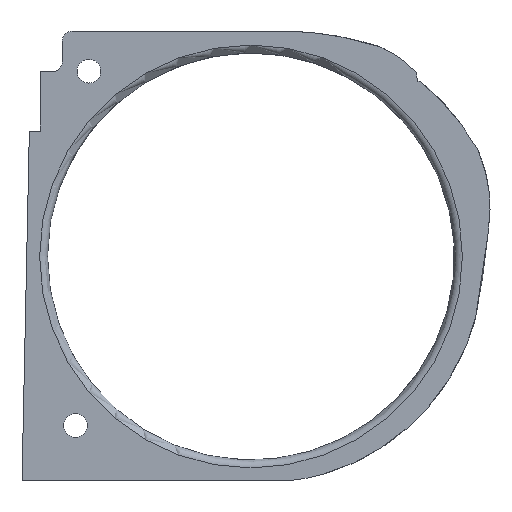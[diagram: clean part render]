
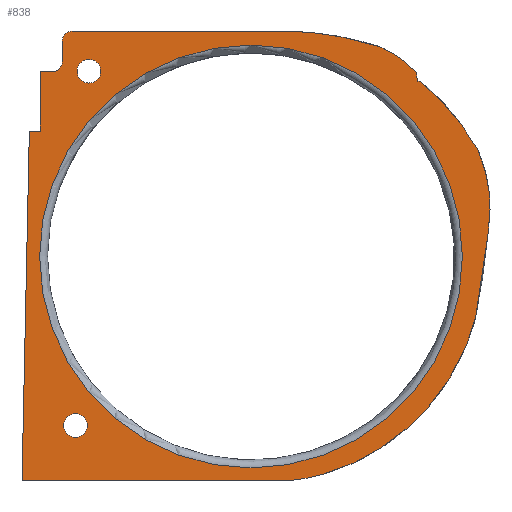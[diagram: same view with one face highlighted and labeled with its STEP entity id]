
A CAD part, front view. The second image highlights one B-rep face of the part: STEP entity #838.
In plain terms, the highlighted planar face has unit normal (0, -1, 0).
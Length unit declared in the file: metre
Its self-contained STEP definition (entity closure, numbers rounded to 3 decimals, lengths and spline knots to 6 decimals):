
#43=CIRCLE('',#913,0.00127);
#44=CIRCLE('',#916,0.00127);
#45=CIRCLE('',#920,0.027178);
#46=CIRCLE('',#921,0.001524);
#47=CIRCLE('',#922,0.001524);
#85=LINE('',#1336,#153);
#87=LINE('',#1346,#155);
#91=LINE('',#1361,#159);
#95=LINE('',#1397,#163);
#99=LINE('',#1410,#167);
#100=LINE('',#1412,#168);
#101=LINE('',#1414,#169);
#102=LINE('',#1428,#170);
#103=LINE('',#1430,#171);
#153=VECTOR('',#1053,1.);
#155=VECTOR('',#1061,1.);
#159=VECTOR('',#1071,1.);
#163=VECTOR('',#1077,1.);
#167=VECTOR('',#1089,1.);
#168=VECTOR('',#1090,1.);
#169=VECTOR('',#1091,1.);
#170=VECTOR('',#1092,1.);
#171=VECTOR('',#1093,1.);
#198=B_SPLINE_CURVE_WITH_KNOTS('',2,(#1388,#1389,#1390),.UNSPECIFIED.,.F.,
 .F.,(3,3),(0.,1.),.PIECEWISE_BEZIER_KNOTS.);
#199=B_SPLINE_CURVE_WITH_KNOTS('',3,(#1415,#1416,#1417,#1418,#1419,#1420,
#1421,#1422),.UNSPECIFIED.,.F.,.F.,(4,1,1,1,1,4),(0.,0.099024,
0.231725,0.345363,0.578005,1.),.UNSPECIFIED.);
#200=B_SPLINE_CURVE_WITH_KNOTS('',2,(#1424,#1425,#1426),.UNSPECIFIED.,.F.,
 .F.,(3,3),(0.,1.),.PIECEWISE_BEZIER_KNOTS.);
#201=B_SPLINE_CURVE_WITH_KNOTS('',2,(#1432,#1433,#1434),.UNSPECIFIED.,.F.,
 .F.,(3,3),(0.,1.),.PIECEWISE_BEZIER_KNOTS.);
#323=ORIENTED_EDGE('',*,*,#541,.T.);
#324=ORIENTED_EDGE('',*,*,#542,.F.);
#325=ORIENTED_EDGE('',*,*,#543,.T.);
#326=ORIENTED_EDGE('',*,*,#521,.T.);
#327=ORIENTED_EDGE('',*,*,#544,.F.);
#328=ORIENTED_EDGE('',*,*,#545,.T.);
#329=ORIENTED_EDGE('',*,*,#546,.T.);
#330=ORIENTED_EDGE('',*,*,#537,.T.);
#331=ORIENTED_EDGE('',*,*,#547,.F.);
#332=ORIENTED_EDGE('',*,*,#548,.F.);
#333=ORIENTED_EDGE('',*,*,#549,.F.);
#334=ORIENTED_EDGE('',*,*,#550,.F.);
#335=ORIENTED_EDGE('',*,*,#551,.F.);
#336=ORIENTED_EDGE('',*,*,#534,.T.);
#337=ORIENTED_EDGE('',*,*,#531,.T.);
#338=ORIENTED_EDGE('',*,*,#527,.T.);
#339=ORIENTED_EDGE('',*,*,#525,.T.);
#340=ORIENTED_EDGE('',*,*,#523,.T.);
#521=EDGE_CURVE('',#630,#632,#85,.T.);
#523=EDGE_CURVE('',#633,#630,#43,.T.);
#525=EDGE_CURVE('',#634,#633,#87,.T.);
#527=EDGE_CURVE('',#635,#634,#44,.T.);
#531=EDGE_CURVE('',#637,#635,#91,.T.);
#534=EDGE_CURVE('',#639,#637,#198,.T.);
#537=EDGE_CURVE('',#643,#642,#95,.T.);
#541=EDGE_CURVE('',#645,#645,#45,.T.);
#542=EDGE_CURVE('',#646,#646,#46,.F.);
#543=EDGE_CURVE('',#647,#647,#47,.T.);
#544=EDGE_CURVE('',#648,#632,#99,.T.);
#545=EDGE_CURVE('',#648,#649,#100,.T.);
#546=EDGE_CURVE('',#649,#643,#101,.T.);
#547=EDGE_CURVE('',#650,#642,#199,.T.);
#548=EDGE_CURVE('',#651,#650,#200,.T.);
#549=EDGE_CURVE('',#652,#651,#102,.T.);
#550=EDGE_CURVE('',#653,#652,#103,.T.);
#551=EDGE_CURVE('',#639,#653,#201,.T.);
#630=VERTEX_POINT('',#1331);
#632=VERTEX_POINT('',#1335);
#633=VERTEX_POINT('',#1343);
#634=VERTEX_POINT('',#1347);
#635=VERTEX_POINT('',#1351);
#637=VERTEX_POINT('',#1356);
#639=VERTEX_POINT('',#1372);
#642=VERTEX_POINT('',#1396);
#643=VERTEX_POINT('',#1398);
#645=VERTEX_POINT('',#1405);
#646=VERTEX_POINT('',#1407);
#647=VERTEX_POINT('',#1409);
#648=VERTEX_POINT('',#1411);
#649=VERTEX_POINT('',#1413);
#650=VERTEX_POINT('',#1423);
#651=VERTEX_POINT('',#1427);
#652=VERTEX_POINT('',#1429);
#653=VERTEX_POINT('',#1431);
#699=EDGE_LOOP('',(#323));
#700=EDGE_LOOP('',(#324));
#701=EDGE_LOOP('',(#325));
#702=EDGE_LOOP('',(#326,#327,#328,#329,#330,#331,#332,#333,#334,#335,#336,
#337,#338,#339,#340));
#757=FACE_BOUND('',#699,.T.);
#758=FACE_BOUND('',#700,.T.);
#759=FACE_BOUND('',#701,.T.);
#760=FACE_BOUND('',#702,.T.);
#807=PLANE('',#919);
#838=ADVANCED_FACE('',(#757,#758,#759,#760),#807,.F.);
#913=AXIS2_PLACEMENT_3D('',#1342,#1056,#1057);
#916=AXIS2_PLACEMENT_3D('',#1350,#1065,#1066);
#919=AXIS2_PLACEMENT_3D('',#1403,#1081,#1082);
#920=AXIS2_PLACEMENT_3D('',#1404,#1083,#1084);
#921=AXIS2_PLACEMENT_3D('',#1406,#1085,#1086);
#922=AXIS2_PLACEMENT_3D('',#1408,#1087,#1088);
#1053=DIRECTION('',(-1.,0.,0.));
#1056=DIRECTION('',(0.,1.,0.));
#1057=DIRECTION('',(-1.,0.,0.));
#1061=DIRECTION('',(0.,0.,-1.));
#1065=DIRECTION('',(0.,-1.,0.));
#1066=DIRECTION('',(1.,0.,0.));
#1071=DIRECTION('',(-1.,0.,0.));
#1077=DIRECTION('',(1.,0.,0.));
#1081=DIRECTION('',(0.,1.,0.));
#1082=DIRECTION('',(-1.,0.,0.));
#1083=DIRECTION('',(0.,1.,0.));
#1084=DIRECTION('',(-1.,0.,0.));
#1085=DIRECTION('',(0.,1.,0.));
#1086=DIRECTION('',(-1.,0.,0.));
#1087=DIRECTION('',(0.,1.,0.));
#1088=DIRECTION('',(-1.,0.,0.));
#1089=DIRECTION('',(0.,0.,1.));
#1090=DIRECTION('',(-1.,0.,0.));
#1091=DIRECTION('',(-0.021,0.,-1.));
#1092=DIRECTION('',(1.,0.,0.));
#1093=DIRECTION('',(0.189,0.,-0.982));
#1331=CARTESIAN_POINT('',(0.003908,0.,0.052578));
#1335=CARTESIAN_POINT('',(0.002371,0.,0.052578));
#1336=CARTESIAN_POINT('',(0.003908,0.,0.052578));
#1342=CARTESIAN_POINT('',(0.003908,0.,0.053848));
#1343=CARTESIAN_POINT('',(0.005178,0.,0.053848));
#1346=CARTESIAN_POINT('',(0.005178,0.,0.056515));
#1347=CARTESIAN_POINT('',(0.005178,0.,0.056515));
#1350=CARTESIAN_POINT('',(0.006448,0.,0.056515));
#1351=CARTESIAN_POINT('',(0.006448,0.,0.057785));
#1356=CARTESIAN_POINT('',(0.034689,0.,0.057785));
#1361=CARTESIAN_POINT('',(0.034689,0.,0.057785));
#1372=CARTESIAN_POINT('',(0.045872,0.,0.05583));
#1388=CARTESIAN_POINT('',(0.050631,0.,0.053975));
#1389=CARTESIAN_POINT('',(0.04309,0.,0.057455));
#1390=CARTESIAN_POINT('',(0.034689,0.,0.057785));
#1396=CARTESIAN_POINT('',(0.034382,0.,0.));
#1397=CARTESIAN_POINT('',(0.,0.,0.));
#1398=CARTESIAN_POINT('',(0.,0.,0.));
#1403=CARTESIAN_POINT('',(0.003908,0.,0.053848));
#1404=CARTESIAN_POINT('',(0.029439,0.,0.028829));
#1405=CARTESIAN_POINT('',(0.002261,0.,0.028829));
#1406=CARTESIAN_POINT('',(0.008608,0.,0.052644));
#1407=CARTESIAN_POINT('',(0.007084,0.,0.052644));
#1408=CARTESIAN_POINT('',(0.006881,0.,0.007112));
#1409=CARTESIAN_POINT('',(0.005357,0.,0.007112));
#1410=CARTESIAN_POINT('',(0.002371,0.,0.052578));
#1411=CARTESIAN_POINT('',(0.002371,0.,0.044958));
#1412=CARTESIAN_POINT('',(0.003908,0.,0.044958));
#1413=CARTESIAN_POINT('',(0.000942,0.,0.044958));
#1414=CARTESIAN_POINT('',(0.,0.,0.));
#1415=CARTESIAN_POINT('',(0.058582,0.,0.042563));
#1416=CARTESIAN_POINT('',(0.059356,0.,0.040746));
#1417=CARTESIAN_POINT('',(0.060691,0.,0.036155));
#1418=CARTESIAN_POINT('',(0.059461,0.,0.029204));
#1419=CARTESIAN_POINT('',(0.058655,0.,0.019624));
#1420=CARTESIAN_POINT('',(0.051347,0.,0.005129));
#1421=CARTESIAN_POINT('',(0.038153,0.,-0.000798));
#1422=CARTESIAN_POINT('',(0.029439,0.,-0.000063));
#1423=CARTESIAN_POINT('',(0.058582,0.,0.042563));
#1424=CARTESIAN_POINT('',(0.051239,0.,0.051338));
#1425=CARTESIAN_POINT('',(0.05573,0.,0.047566));
#1426=CARTESIAN_POINT('',(0.058582,0.,0.042563));
#1427=CARTESIAN_POINT('',(0.051239,0.,0.051338));
#1428=CARTESIAN_POINT('',(0.050871,0.,0.051338));
#1429=CARTESIAN_POINT('',(0.050871,0.,0.051338));
#1430=CARTESIAN_POINT('',(0.050751,0.,0.051958));
#1431=CARTESIAN_POINT('',(0.050631,0.,0.052578));
#1432=CARTESIAN_POINT('',(0.045872,0.,0.05583));
#1433=CARTESIAN_POINT('',(0.048634,0.,0.054726));
#1434=CARTESIAN_POINT('',(0.050631,0.,0.052578));
